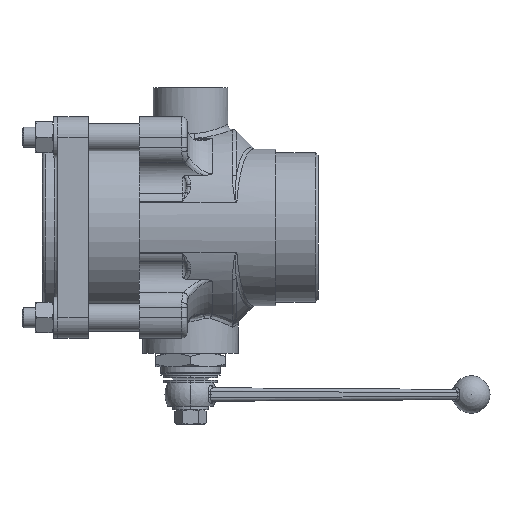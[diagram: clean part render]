
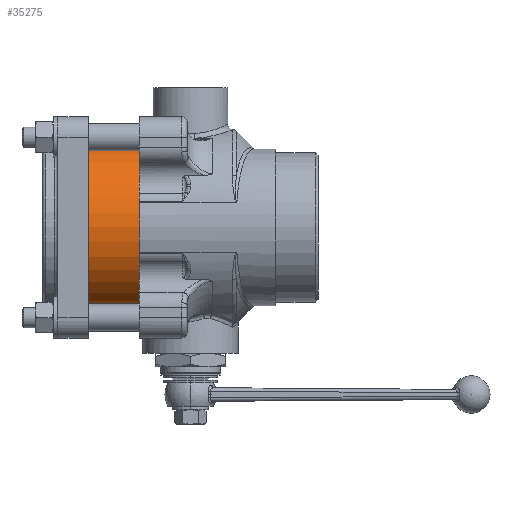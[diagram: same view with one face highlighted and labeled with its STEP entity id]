
A CAD part, front view. The second image highlights one B-rep face of the part: STEP entity #35275.
In plain terms, the highlighted cylindrical face has radius 50 mm (diameter 100 mm), a partial arc.
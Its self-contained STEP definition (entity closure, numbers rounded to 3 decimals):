
#4251 = AXIS2_PLACEMENT_3D ( 'NONE', #16538, #16539, #16540 ) ;
#4256 = AXIS2_PLACEMENT_3D ( 'NONE', #16552, #16553, #16554 ) ;
#12795 = CARTESIAN_POINT ( 'NONE',  ( -39.5, 0., -50. ) ) ;
#12796 = CARTESIAN_POINT ( 'NONE',  ( -39.5, 0., 50. ) ) ;
#12797 = CARTESIAN_POINT ( 'NONE',  ( -0.5, 0., 50. ) ) ;
#12798 = CARTESIAN_POINT ( 'NONE',  ( -0.5, 0., -50. ) ) ;
#15795 = ORIENTED_EDGE ( 'NONE', *, *, #38342, .F. ) ;
#15796 = ORIENTED_EDGE ( 'NONE', *, *, #38336, .T. ) ;
#15797 = ORIENTED_EDGE ( 'NONE', *, *, #38307, .T. ) ;
#15798 = ORIENTED_EDGE ( 'NONE', *, *, #38347, .T. ) ;
#16503 = CARTESIAN_POINT ( 'NONE',  ( -40., 0., -50. ) ) ;
#16504 = DIRECTION ( 'NONE',  ( 1., 0., 0. ) ) ;
#16538 = CARTESIAN_POINT ( 'NONE',  ( -39.5, 0., 0. ) ) ;
#16539 = DIRECTION ( 'NONE',  ( 1., 0., 0. ) ) ;
#16540 = DIRECTION ( 'NONE',  ( 0., 0., -1. ) ) ;
#16547 = CARTESIAN_POINT ( 'NONE',  ( -40., 0., 50. ) ) ;
#16548 = DIRECTION ( 'NONE',  ( 1., 0., 0. ) ) ;
#16552 = CARTESIAN_POINT ( 'NONE',  ( -0.5, 0., 0. ) ) ;
#16553 = DIRECTION ( 'NONE',  ( -1., 0., 0. ) ) ;
#16554 = DIRECTION ( 'NONE',  ( 0., 0., -1. ) ) ;
#25112 = DIRECTION ( 'NONE',  ( 0., 0., -1. ) ) ;
#25113 = DIRECTION ( 'NONE',  ( 1., 0., 0. ) ) ;
#25121 = CARTESIAN_POINT ( 'NONE',  ( -40., 0., 0. ) ) ;
#28018 = AXIS2_PLACEMENT_3D ( 'NONE', #25121, #25113, #25112 ) ;
#29231 = VERTEX_POINT ( 'NONE', #12795 ) ;
#29232 = VERTEX_POINT ( 'NONE', #12796 ) ;
#29233 = VERTEX_POINT ( 'NONE', #12797 ) ;
#29234 = VERTEX_POINT ( 'NONE', #12798 ) ;
#32238 = EDGE_LOOP ( 'NONE', ( #15795, #15796, #15797, #15798 ) ) ;
#35275 = ADVANCED_FACE ( 'NONE', ( #46653 ), #46654, .T. ) ;
#38307 = EDGE_CURVE ( 'NONE', #29231, #29234, #52179, .T. ) ;
#38336 = EDGE_CURVE ( 'NONE', #29232, #29231, #52209, .T. ) ;
#38342 = EDGE_CURVE ( 'NONE', #29232, #29233, #52203, .T. ) ;
#38347 = EDGE_CURVE ( 'NONE', #29234, #29233, #52215, .T. ) ;
#46653 = FACE_OUTER_BOUND ( 'NONE', #32238, .T. ) ;
#46654 = CYLINDRICAL_SURFACE ( 'NONE', #28018, 50. ) ;
#52179 = LINE ( 'NONE', #16503, #52188 ) ;
#52188 = VECTOR ( 'NONE', #16504, 1000. ) ;
#52198 = VECTOR ( 'NONE', #16548, 1000. ) ;
#52203 = LINE ( 'NONE', #16547, #52198 ) ;
#52209 = CIRCLE ( 'NONE', #4251, 50. ) ;
#52215 = CIRCLE ( 'NONE', #4256, 50. ) ;
